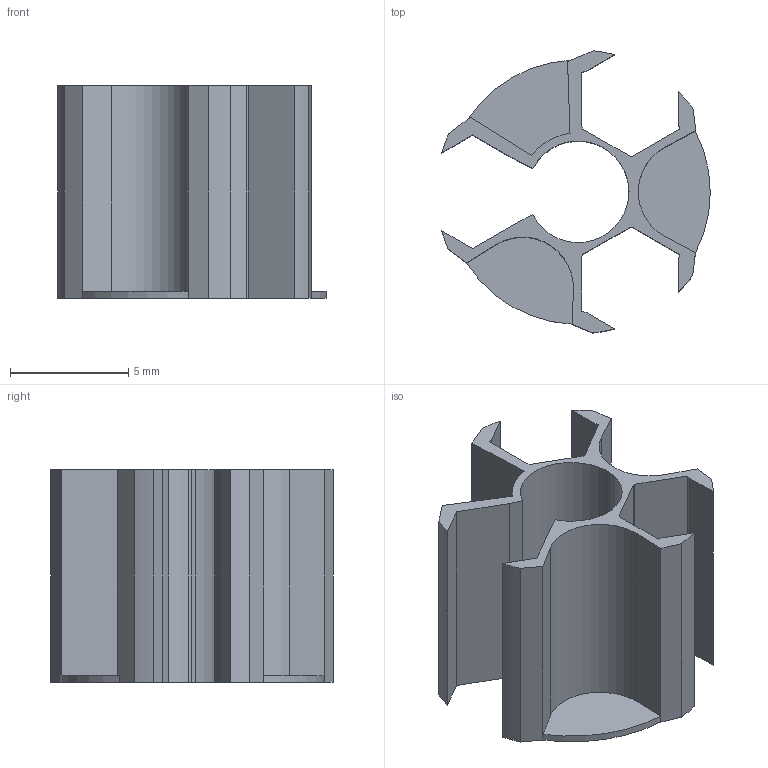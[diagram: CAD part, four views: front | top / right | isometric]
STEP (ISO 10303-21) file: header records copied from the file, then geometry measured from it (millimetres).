
FILE_DESCRIPTION(/* description */ (''),/* implementation_level */ '2;1');
FILE_NAME(/* name */ '3 bit.step',/* time_stamp */ '2025-10-20T15:08:30+11:00',/* author */ (''),/* organization */ (''),/* preprocessor_version */ 'ST-DEVELOPER v20.1',/* originating_system */ 'Autodesk Translation Framework v14.17.0.0',/* authorisation */ '');
FILE_SCHEMA (('AUTOMOTIVE_DESIGN { 1 0 10303 214 3 1 1 }'));
Length unit declared in the file: millimetre
Products named in the file (1): FusionComponent
Bounding box: 11.36 x 11.93 x 9 mm (x, y, z)
Volume: 170.4 mm3; surface area: 779.5 mm2
Topology: 1 solids, 1 shells, 57 faces, 163 edges, 108 vertices
Faces by surface type: plane 43, cylinder 14
Entity records: 1882 total; most frequent: CARTESIAN_POINT 329, ORIENTED_EDGE 326, DIRECTION 307, EDGE_CURVE 163, LINE 135, VECTOR 135, VERTEX_POINT 108, AXIS2_PLACEMENT_3D 86
